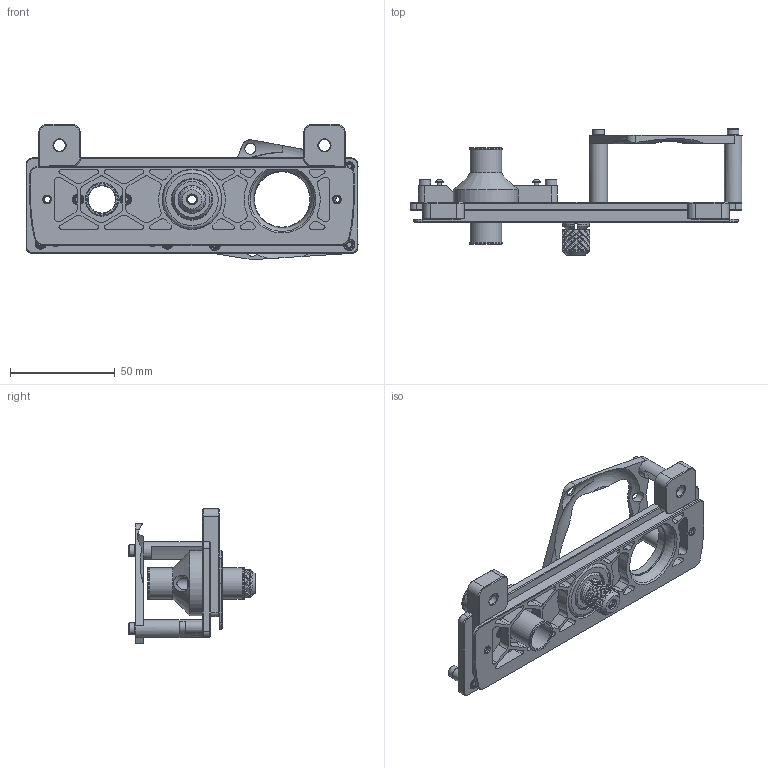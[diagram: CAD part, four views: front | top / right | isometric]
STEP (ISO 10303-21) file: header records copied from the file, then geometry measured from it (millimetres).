
FILE_DESCRIPTION(/* description */ (''),/* implementation_level */ '2;1');
FILE_NAME(/* name */ 'V2-CPAP-pivoting_bowden.step',/* time_stamp */ '2023-01-22T11:25:52+01:00',/* author */ (''),/* organization */ (''),/* preprocessor_version */ 'ST-DEVELOPER v19.2',/* originating_system */ 'Autodesk Translation Framework v11.17.0.187',/* authorisation */ '');
FILE_SCHEMA (('AUTOMOTIVE_DESIGN { 1 0 10303 214 3 1 1 }'));
Products named in the file (14): VORON2.4_Assembly; Cover; cover_1; coupler; coupler 4 mm; ws7040 holder; Grill; pcb holder; pipe connector; 91290A135_NO THREADS_Alloy Steel Socket Head Screw; M3 Threaded Insert (5) (1); 91290A113_NO THREADS_Alloy Steel Socket Head Screw; M2x10 Self-tapping Screw (15); 91290A117_NO THREADS_Alloy Steel Socket Head Screw
Assembly tree (26 placements, depth 4):
  VORON2.4_Assembly
    Cover
      cover_1
      coupler
        coupler 4 mm
    ws7040 holder
    Grill
    pcb holder
    pipe connector
    91290A135_NO THREADS_Alloy Steel Socket Head Screw  x3
    M3 Threaded Insert (5) (1)  x9
    91290A113_NO THREADS_Alloy Steel Socket Head Screw  x2
    M2x10 Self-tapping Screw (15)  x2
    91290A117_NO THREADS_Alloy Steel Socket Head Screw  x2
Bounding box: 158.4 x 60.2 x 64.51 mm (x, y, z)
Volume: 64936.6 mm3; surface area: 53535.5 mm2
Topology: 26 solids, 26 shells, 2305 faces, 5954 edges, 3751 vertices
Faces by surface type: bspline 1162, cylinder 581, plane 364, cone 166, torus 30, sphere 2
Full cylindrical faces by diameter (mm): 1.9 x2, 2 x2, 2.9 x9, 3 x9, 3.108 x3, 3.3 x4, 3.4 x5, 3.5 x2, 4.2 x10, 4.25 x9, 4.6 x9, 4.7 x9, 5.2 x1, 5.3 x3, 5.5 x9, 6 x2, 8.141 x1, 8.4 x3, 8.826 x4, 9.85 x4, 10.498 x5, 11 x2, 13 x2, 15 x2, 15.4 x2, 16 x1, 26.466 x1, 27.066 x1, 28 x1, 28.6 x1
Entity records: 51621 total; most frequent: CARTESIAN_POINT 25621, ORIENTED_EDGE 6210, DIRECTION 3690, EDGE_CURVE 3105, VERTEX_POINT 1865, B_SPLINE_CURVE_WITH_KNOTS 1567, AXIS2_PLACEMENT_3D 1428, EDGE_LOOP 1390
